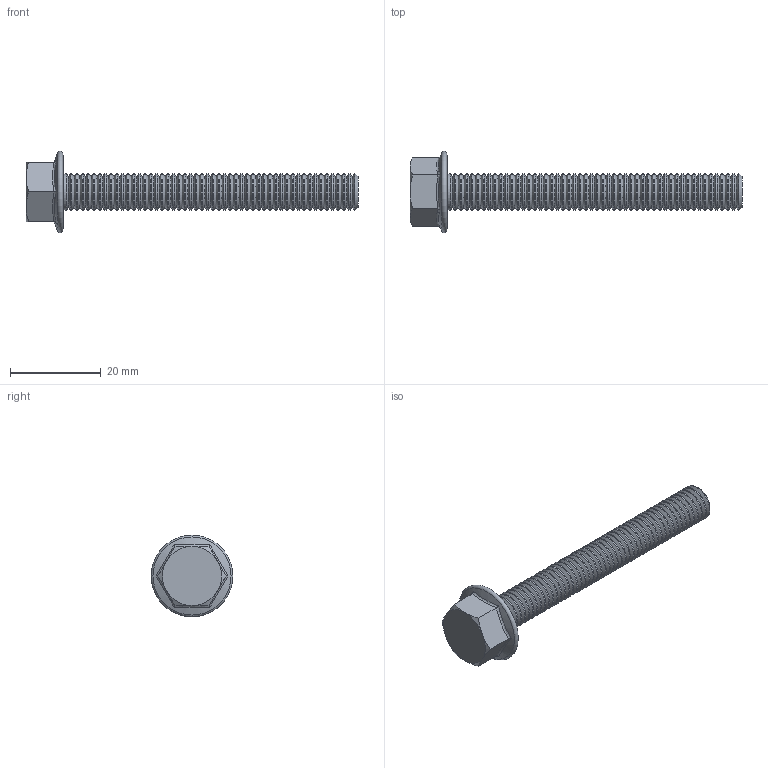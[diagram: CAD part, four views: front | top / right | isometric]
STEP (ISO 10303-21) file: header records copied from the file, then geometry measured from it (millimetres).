
FILE_DESCRIPTION (( 'STEP AP203' ), '1' );
FILE_NAME ('CLP1M-B-8-65 Áîëò ñî ñòîïîðíûì áóðòîì Ì8õ65.STEP', '2016-02-12T06:46:53', ( '' ), ( '' ), 'SwSTEP 2.0', 'SolidWorks 2014', '' );
FILE_SCHEMA (( 'CONFIG_CONTROL_DESIGN' ));
Length unit declared in the file: millimetre
Products named in the file (1): CLP1M-B-8-65 Áîëò ñî ñòîïîðíûì áóðòîì Ì8õ65
Bounding box: 73.1 x 18 x 18 mm (x, y, z)
Volume: 4191.9 mm3; surface area: 3189.9 mm2
Topology: 1 solids, 1 shells, 292 faces, 588 edges, 337 vertices
Faces by surface type: cone 110, bspline 82, cylinder 52, plane 47, torus 1
Full cylindrical faces by diameter (mm): 8 x52
Entity records: 8513 total; most frequent: CARTESIAN_POINT 3695, ORIENTED_EDGE 856, DIRECTION 756, EDGE_LOOP 488, EDGE_CURVE 428, AXIS2_PLACEMENT_3D 375, FACE_OUTER_BOUND 345, VERTEX_POINT 334
